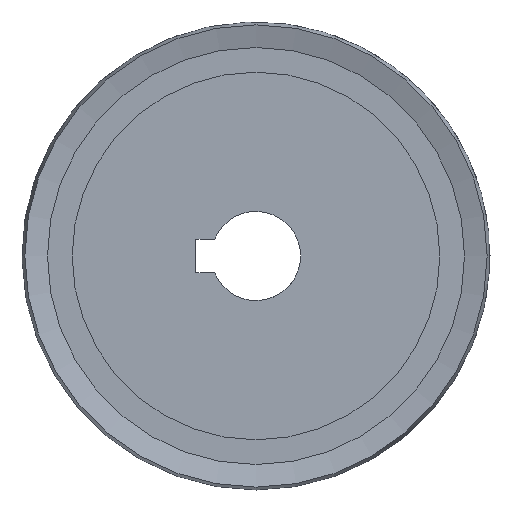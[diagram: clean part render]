
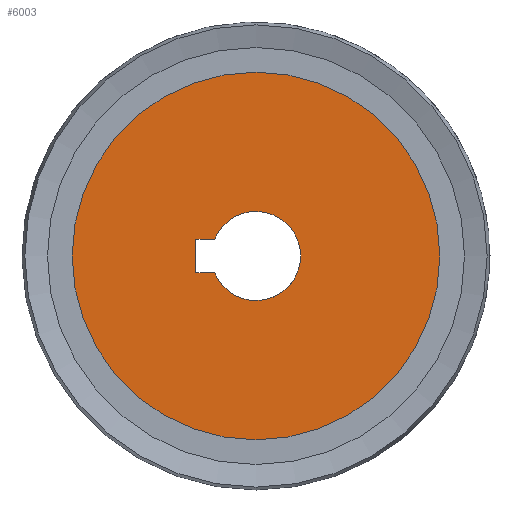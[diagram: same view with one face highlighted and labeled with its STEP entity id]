
A CAD part, left-side view. The second image highlights one B-rep face of the part: STEP entity #6003.
In plain terms, the highlighted planar face has unit normal (-1, 0, 0).
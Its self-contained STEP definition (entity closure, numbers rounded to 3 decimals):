
#45=PLANE('',#6446);
#192=CIRCLE('',#6447,16.5);
#193=CIRCLE('',#6448,4.);
#819=LINE('',#9994,#1117);
#820=LINE('',#9999,#1118);
#821=LINE('',#10001,#1119);
#1117=VECTOR('',#7505,1000.);
#1118=VECTOR('',#7508,1000.);
#1119=VECTOR('',#7509,1000.);
#1437=ORIENTED_EDGE('',*,*,#3351,.F.);
#1438=ORIENTED_EDGE('',*,*,#3352,.T.);
#1439=ORIENTED_EDGE('',*,*,#3353,.T.);
#1440=ORIENTED_EDGE('',*,*,#3354,.T.);
#1441=ORIENTED_EDGE('',*,*,#3355,.F.);
#3351=EDGE_CURVE('',#4308,#4308,#192,.T.);
#3352=EDGE_CURVE('',#4309,#4310,#819,.T.);
#3353=EDGE_CURVE('',#4310,#4311,#193,.T.);
#3354=EDGE_CURVE('',#4311,#4312,#820,.T.);
#3355=EDGE_CURVE('',#4309,#4312,#821,.T.);
#4308=VERTEX_POINT('',#9993);
#4309=VERTEX_POINT('',#9995);
#4310=VERTEX_POINT('',#9996);
#4311=VERTEX_POINT('',#9998);
#4312=VERTEX_POINT('',#10000);
#4880=EDGE_LOOP('',(#1437));
#4881=EDGE_LOOP('',(#1438,#1439,#1440,#1441));
#5312=FACE_BOUND('',#4880,.T.);
#5313=FACE_BOUND('',#4881,.T.);
#6003=ADVANCED_FACE('',(#5312,#5313),#45,.F.);
#6446=AXIS2_PLACEMENT_3D('',#9991,#7501,#7502);
#6447=AXIS2_PLACEMENT_3D('',#9992,#7503,#7504);
#6448=AXIS2_PLACEMENT_3D('',#9997,#7506,#7507);
#7501=DIRECTION('',(1.,0.,0.));
#7502=DIRECTION('',(0.,0.,-1.));
#7503=DIRECTION('',(1.,0.,0.));
#7504=DIRECTION('',(0.,0.,-1.));
#7505=DIRECTION('',(0.,-1.,0.));
#7506=DIRECTION('',(1.,0.,0.));
#7507=DIRECTION('',(0.,0.,-1.));
#7508=DIRECTION('',(0.,1.,0.));
#7509=DIRECTION('',(0.,0.,-1.));
#9991=CARTESIAN_POINT('',(-6.65,0.,0.));
#9992=CARTESIAN_POINT('',(-6.65,0.,0.));
#9993=CARTESIAN_POINT('',(-6.65,0.,-16.5));
#9994=CARTESIAN_POINT('',(-6.65,5.4,1.5));
#9995=CARTESIAN_POINT('',(-6.65,5.4,1.5));
#9996=CARTESIAN_POINT('',(-6.65,3.708,1.5));
#9997=CARTESIAN_POINT('',(-6.65,0.,0.));
#9998=CARTESIAN_POINT('',(-6.65,3.708,-1.5));
#9999=CARTESIAN_POINT('',(-6.65,3.708,-1.5));
#10000=CARTESIAN_POINT('',(-6.65,5.4,-1.5));
#10001=CARTESIAN_POINT('',(-6.65,5.4,0.));
